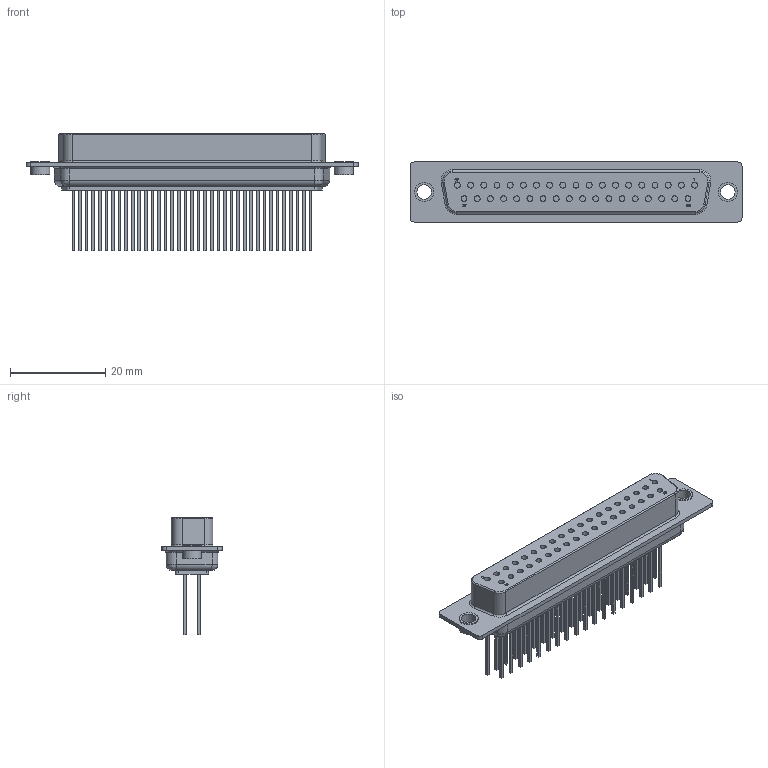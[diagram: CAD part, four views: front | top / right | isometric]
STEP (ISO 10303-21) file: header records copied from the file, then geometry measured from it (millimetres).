
FILE_DESCRIPTION(/* description */ (''),/* implementation_level */ '2;1');
FILE_NAME(/* name */ 'NORCOMP_172-037-242R011.stp',/* time_stamp */ '2016-03-24T14:26:27+01:00',/* author */ ('riccim'),/* organization */ (''),/* preprocessor_version */ 'ST-DEVELOPER v15.5',/* originating_system */ 'AutoCAD Mechanical',/* authorisation */ '');
FILE_SCHEMA (('AUTOMOTIVE_DESIGN { 1 0 10303 214 3 1 1 }'));
Length unit declared in the file: millimetre
Products named in the file (1): Product
Bounding box: 69.57 x 12.6 x 24.63 mm (x, y, z)
Volume: 6297.8 mm3; surface area: 8245.1 mm2
Topology: 49 solids, 49 shells, 743 faces, 1889 edges, 1246 vertices
Faces by surface type: plane 644, cylinder 83, torus 12, bspline 4
Full cylindrical faces by diameter (mm): 1.219 x37, 3.048 x2, 4 x4
Entity records: 22051 total; most frequent: CARTESIAN_POINT 3926, ORIENTED_EDGE 3692, DIRECTION 3496, EDGE_CURVE 1846, LINE 1668, VECTOR 1668, VERTEX_POINT 1246, AXIS2_PLACEMENT_3D 914
